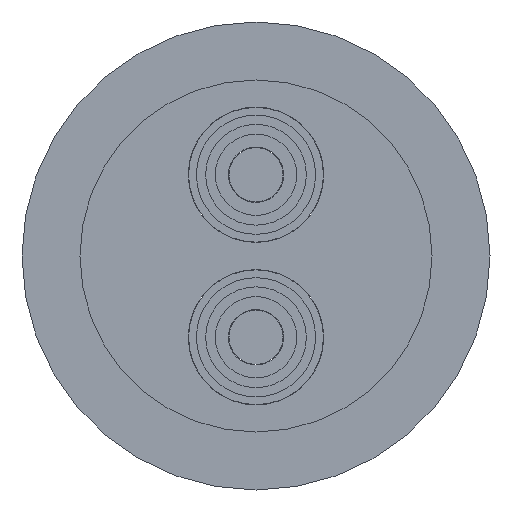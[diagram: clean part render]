
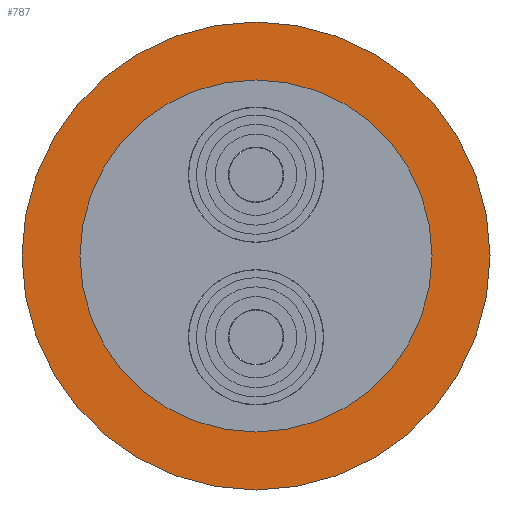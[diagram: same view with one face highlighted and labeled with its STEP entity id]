
A CAD part, front view. The second image highlights one B-rep face of the part: STEP entity #787.
In plain terms, the highlighted planar face has unit normal (0, -1, 0).
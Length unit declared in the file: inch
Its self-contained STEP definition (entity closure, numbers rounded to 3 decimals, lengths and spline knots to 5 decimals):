
#4 = DIRECTION ( 'NONE',  ( -1., 0., 0. ) ) ;
#30 = CIRCLE ( 'NONE', #1508, 1.08 ) ;
#194 = CARTESIAN_POINT ( 'NONE',  ( -0.8125, -0.62633, 0. ) ) ;
#204 = CARTESIAN_POINT ( 'NONE',  ( 0., -0.62633, 0. ) ) ;
#421 = CIRCLE ( 'NONE', #2203, 1.08 ) ;
#569 = AXIS2_PLACEMENT_3D ( 'NONE', #832, #3430, #1216 ) ;
#579 = DIRECTION ( 'NONE',  ( -1., 0., 0. ) ) ;
#664 = CARTESIAN_POINT ( 'NONE',  ( 0.8125, -0.62633, 0. ) ) ;
#751 = DIRECTION ( 'NONE',  ( 0., -1., 0. ) ) ;
#787 = ADVANCED_FACE ( 'NONE', ( #2958, #991 ), #3283, .F. ) ;
#832 = CARTESIAN_POINT ( 'NONE',  ( 0., -0.62633, 0. ) ) ;
#837 = CIRCLE ( 'NONE', #1865, 0.8125 ) ;
#940 = ORIENTED_EDGE ( 'NONE', *, *, #4153, .F. ) ;
#949 = ORIENTED_EDGE ( 'NONE', *, *, #3373, .F. ) ;
#991 = FACE_OUTER_BOUND ( 'NONE', #1007, .T. ) ;
#1000 = ORIENTED_EDGE ( 'NONE', *, *, #3613, .F. ) ;
#1007 = EDGE_LOOP ( 'NONE', ( #3363, #1000 ) ) ;
#1216 = DIRECTION ( 'NONE',  ( -1., 0., 0. ) ) ;
#1508 = AXIS2_PLACEMENT_3D ( 'NONE', #204, #2812, #579 ) ;
#1524 = VERTEX_POINT ( 'NONE', #664 ) ;
#1825 = DIRECTION ( 'NONE',  ( -1., 0., 0. ) ) ;
#1865 = AXIS2_PLACEMENT_3D ( 'NONE', #2981, #751, #3353 ) ;
#1920 = CIRCLE ( 'NONE', #569, 0.8125 ) ;
#2203 = AXIS2_PLACEMENT_3D ( 'NONE', #4339, #2259, #4 ) ;
#2227 = VERTEX_POINT ( 'NONE', #194 ) ;
#2259 = DIRECTION ( 'NONE',  ( 0., 1., 0. ) ) ;
#2468 = VERTEX_POINT ( 'NONE', #3467 ) ;
#2544 = CARTESIAN_POINT ( 'NONE',  ( 0., -0.62633, 1.08 ) ) ;
#2812 = DIRECTION ( 'NONE',  ( 0., 1., 0. ) ) ;
#2958 = FACE_BOUND ( 'NONE', #3106, .T. ) ;
#2981 = CARTESIAN_POINT ( 'NONE',  ( 0., -0.62633, 0. ) ) ;
#3106 = EDGE_LOOP ( 'NONE', ( #940, #949 ) ) ;
#3110 = AXIS2_PLACEMENT_3D ( 'NONE', #2544, #3964, #1825 ) ;
#3130 = EDGE_CURVE ( 'NONE', #2468, #3644, #421, .T. ) ;
#3283 = PLANE ( 'NONE',  #3110 ) ;
#3353 = DIRECTION ( 'NONE',  ( -1., 0., 0. ) ) ;
#3363 = ORIENTED_EDGE ( 'NONE', *, *, #3130, .F. ) ;
#3373 = EDGE_CURVE ( 'NONE', #1524, #2227, #837, .T. ) ;
#3430 = DIRECTION ( 'NONE',  ( 0., -1., 0. ) ) ;
#3467 = CARTESIAN_POINT ( 'NONE',  ( -1.08, -0.62633, 0. ) ) ;
#3613 = EDGE_CURVE ( 'NONE', #3644, #2468, #30, .T. ) ;
#3644 = VERTEX_POINT ( 'NONE', #4184 ) ;
#3964 = DIRECTION ( 'NONE',  ( 0., 1., 0. ) ) ;
#4153 = EDGE_CURVE ( 'NONE', #2227, #1524, #1920, .T. ) ;
#4184 = CARTESIAN_POINT ( 'NONE',  ( 1.08, -0.62633, 0. ) ) ;
#4339 = CARTESIAN_POINT ( 'NONE',  ( 0., -0.62633, 0. ) ) ;
